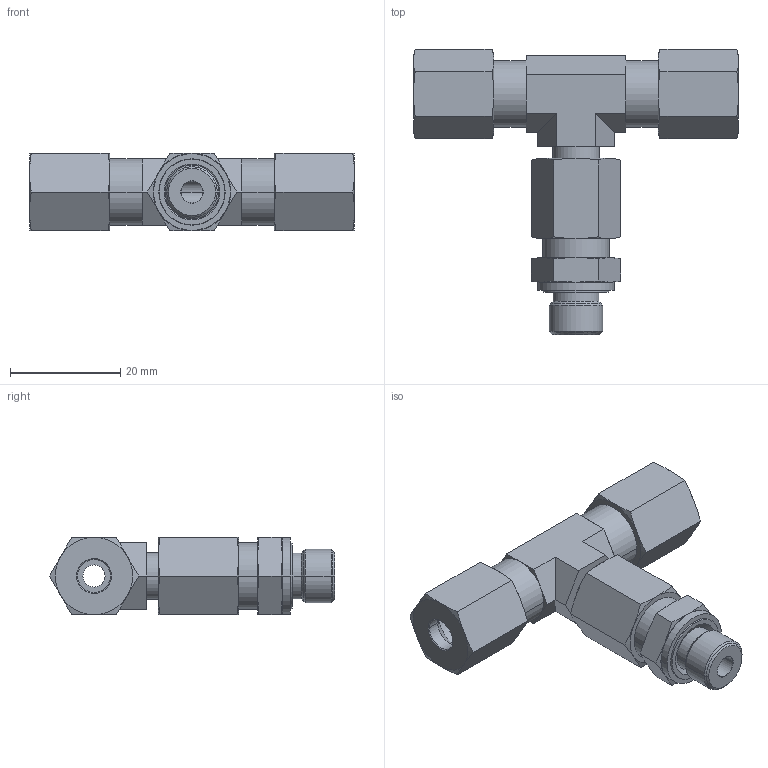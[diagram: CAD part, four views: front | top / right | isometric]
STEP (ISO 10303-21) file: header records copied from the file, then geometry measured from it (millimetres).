
FILE_DESCRIPTION((''),'2;1');
FILE_NAME('ILCM43000015','2009-07-27T',('mes'),(''),'PRO/ENGINEER BY PARAMETRIC TECHNOLOGY CORPORATION, 2007460','PRO/ENGINEER BY PARAMETRIC TECHNOLOGY CORPORATION, 2007460','');
FILE_SCHEMA(('AUTOMOTIVE_DESIGN_CC2 { 1 2 10303 214 -1 1 5 2 }'));
Length unit declared in the file: inch
Products named in the file (1): ILCM43000015
Bounding box: 58.8 x 51.63 x 14 mm (x, y, z)
Volume: 10537.9 mm3; surface area: 7726.4 mm2
Topology: 1 solids, 3 shells, 206 faces, 467 edges, 283 vertices
Faces by surface type: cone 82, plane 72, cylinder 48, torus 4
Entity records: 7881 total; most frequent: CARTESIAN_POINT 1740, DIRECTION 980, ORIENTED_EDGE 930, EDGE_CURVE 467, AXIS2_PLACEMENT_3D 406, VERTEX_POINT 283, EDGE_LOOP 230, FACE_OUTER_BOUND 206
